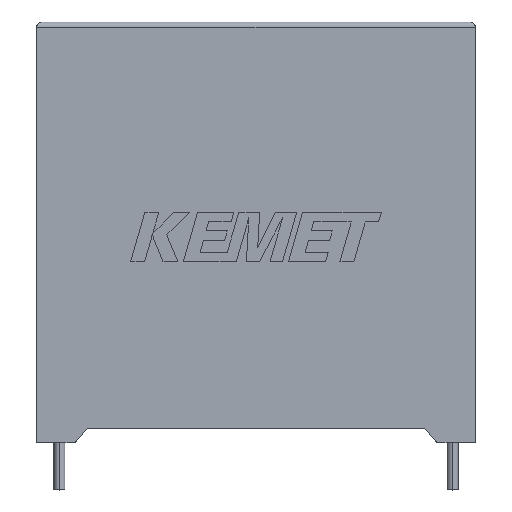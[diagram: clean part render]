
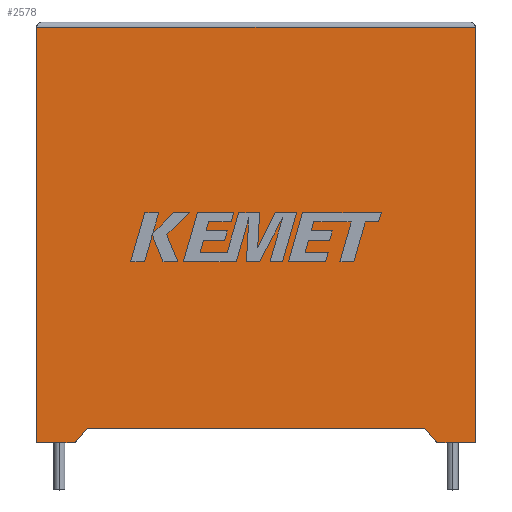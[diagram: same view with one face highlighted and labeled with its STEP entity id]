
A CAD part, top view. The second image highlights one B-rep face of the part: STEP entity #2578.
In plain terms, the highlighted planar face has unit normal (0, 0, 1).
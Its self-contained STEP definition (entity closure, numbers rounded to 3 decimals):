
#23 = DIRECTION ( 'NONE',  ( -1., 0., 0. ) ) ;
#49 = VECTOR ( 'NONE', #1819, 1000. ) ;
#215 = EDGE_CURVE ( 'NONE', #2864, #775, #3003, .T. ) ;
#249 = VERTEX_POINT ( 'NONE', #2523 ) ;
#253 = CARTESIAN_POINT ( 'NONE',  ( 0., 0., 20.3 ) ) ;
#256 = CARTESIAN_POINT ( 'NONE',  ( 38.15, 0., 20.3 ) ) ;
#269 = EDGE_CURVE ( 'NONE', #1563, #1729, #694, .T. ) ;
#294 = VECTOR ( 'NONE', #2162, 1000. ) ;
#420 = PLANE ( 'NONE',  #1177 ) ;
#450 = CARTESIAN_POINT ( 'NONE',  ( 38.15, 0., 20.3 ) ) ;
#455 = ORIENTED_EDGE ( 'NONE', *, *, #269, .T. ) ;
#495 = EDGE_CURVE ( 'NONE', #1652, #775, #2906, .T. ) ;
#516 = VECTOR ( 'NONE', #972, 1000. ) ;
#690 = LINE ( 'NONE', #253, #294 ) ;
#694 = LINE ( 'NONE', #256, #1943 ) ;
#760 = EDGE_CURVE ( 'NONE', #1701, #2364, #1332, .T. ) ;
#775 = VERTEX_POINT ( 'NONE', #940 ) ;
#874 = CARTESIAN_POINT ( 'NONE',  ( 41.8, 0., 20.3 ) ) ;
#875 = ORIENTED_EDGE ( 'NONE', *, *, #215, .T. ) ;
#895 = LINE ( 'NONE', #1403, #49 ) ;
#922 = LINE ( 'NONE', #1173, #3011 ) ;
#940 = CARTESIAN_POINT ( 'NONE',  ( 3.65, 0., 20.3 ) ) ;
#972 = DIRECTION ( 'NONE',  ( 0., 1., 0. ) ) ;
#1085 = DIRECTION ( 'NONE',  ( -1., 0., 0. ) ) ;
#1127 = DIRECTION ( 'NONE',  ( 0., 0., -1. ) ) ;
#1173 = CARTESIAN_POINT ( 'NONE',  ( 20.9, 1.383, 20.3 ) ) ;
#1177 = AXIS2_PLACEMENT_3D ( 'NONE', #1586, #1127, #1085 ) ;
#1192 = DIRECTION ( 'NONE',  ( 0.643, -0.766, 0. ) ) ;
#1296 = CARTESIAN_POINT ( 'NONE',  ( 0., 0., 20.3 ) ) ;
#1316 = ORIENTED_EDGE ( 'NONE', *, *, #2995, .T. ) ;
#1332 = LINE ( 'NONE', #874, #516 ) ;
#1380 = FACE_OUTER_BOUND ( 'NONE', #2824, .T. ) ;
#1389 = CARTESIAN_POINT ( 'NONE',  ( 41.8, 39.6, 20.3 ) ) ;
#1403 = CARTESIAN_POINT ( 'NONE',  ( 0., 0., 20.3 ) ) ;
#1499 = CARTESIAN_POINT ( 'NONE',  ( 0., 39.6, 20.3 ) ) ;
#1563 = VERTEX_POINT ( 'NONE', #2873 ) ;
#1586 = CARTESIAN_POINT ( 'NONE',  ( 0., 0., 20.3 ) ) ;
#1652 = VERTEX_POINT ( 'NONE', #1727 ) ;
#1667 = ORIENTED_EDGE ( 'NONE', *, *, #2746, .T. ) ;
#1701 = VERTEX_POINT ( 'NONE', #2949 ) ;
#1727 = CARTESIAN_POINT ( 'NONE',  ( 4.811, 1.383, 20.3 ) ) ;
#1729 = VERTEX_POINT ( 'NONE', #450 ) ;
#1770 = CARTESIAN_POINT ( 'NONE',  ( 3.65, 0., 20.3 ) ) ;
#1819 = DIRECTION ( 'NONE',  ( 0., -1., 0. ) ) ;
#1943 = VECTOR ( 'NONE', #1192, 1000. ) ;
#1968 = ORIENTED_EDGE ( 'NONE', *, *, #760, .T. ) ;
#2128 = ORIENTED_EDGE ( 'NONE', *, *, #2380, .T. ) ;
#2141 = VECTOR ( 'NONE', #2727, 1000. ) ;
#2162 = DIRECTION ( 'NONE',  ( 1., 0., 0. ) ) ;
#2179 = LINE ( 'NONE', #1499, #2417 ) ;
#2281 = ORIENTED_EDGE ( 'NONE', *, *, #495, .F. ) ;
#2364 = VERTEX_POINT ( 'NONE', #1389 ) ;
#2380 = EDGE_CURVE ( 'NONE', #249, #2864, #895, .T. ) ;
#2400 = DIRECTION ( 'NONE',  ( -1., 0., 0. ) ) ;
#2417 = VECTOR ( 'NONE', #2400, 1000. ) ;
#2522 = ORIENTED_EDGE ( 'NONE', *, *, #2667, .F. ) ;
#2523 = CARTESIAN_POINT ( 'NONE',  ( 0., 39.6, 20.3 ) ) ;
#2578 = ADVANCED_FACE ( 'NONE', ( #1380 ), #420, .F. ) ;
#2667 = EDGE_CURVE ( 'NONE', #1563, #1652, #922, .T. ) ;
#2727 = DIRECTION ( 'NONE',  ( -0.643, -0.766, 0. ) ) ;
#2746 = EDGE_CURVE ( 'NONE', #1729, #1701, #690, .T. ) ;
#2824 = EDGE_LOOP ( 'NONE', ( #1968, #1316, #2128, #875, #2281, #2522, #455, #1667 ) ) ;
#2864 = VERTEX_POINT ( 'NONE', #1296 ) ;
#2873 = CARTESIAN_POINT ( 'NONE',  ( 36.989, 1.383, 20.3 ) ) ;
#2876 = VECTOR ( 'NONE', #3017, 1000. ) ;
#2906 = LINE ( 'NONE', #1770, #2141 ) ;
#2949 = CARTESIAN_POINT ( 'NONE',  ( 41.8, 0., 20.3 ) ) ;
#2955 = CARTESIAN_POINT ( 'NONE',  ( 0., 0., 20.3 ) ) ;
#2995 = EDGE_CURVE ( 'NONE', #2364, #249, #2179, .T. ) ;
#3003 = LINE ( 'NONE', #2955, #2876 ) ;
#3011 = VECTOR ( 'NONE', #23, 1000. ) ;
#3017 = DIRECTION ( 'NONE',  ( 1., 0., 0. ) ) ;
